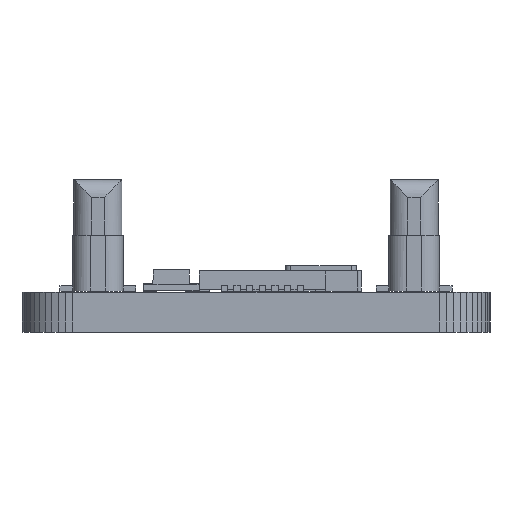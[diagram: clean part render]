
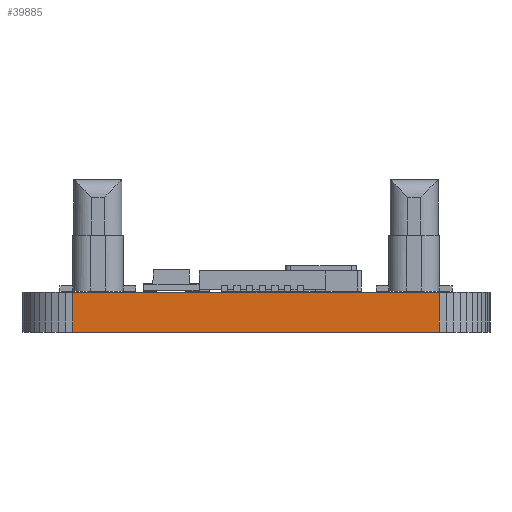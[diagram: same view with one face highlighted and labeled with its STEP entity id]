
A CAD part, left-side view. The second image highlights one B-rep face of the part: STEP entity #39885.
In plain terms, the highlighted planar face has unit normal (-1, 0, 0).
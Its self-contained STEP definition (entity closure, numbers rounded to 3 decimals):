
#37312 = PLANE('',#37313);
#37313 = AXIS2_PLACEMENT_3D('',#37314,#37315,#37316);
#37314 = CARTESIAN_POINT('',(178.38,-84.23,1.58));
#37315 = DIRECTION('',(-0.,-0.,-1.));
#37316 = DIRECTION('',(-1.,0.,0.));
#37366 = PLANE('',#37367);
#37367 = AXIS2_PLACEMENT_3D('',#37368,#37369,#37370);
#37368 = CARTESIAN_POINT('',(178.38,-84.23,0.));
#37369 = DIRECTION('',(-0.,-0.,-1.));
#37370 = DIRECTION('',(-1.,0.,0.));
#39777 = PLANE('',#39778);
#39778 = AXIS2_PLACEMENT_3D('',#39779,#39780,#39781);
#39779 = CARTESIAN_POINT('',(167.4,-91.765,0.));
#39780 = DIRECTION('',(-0.997,-0.071,0.));
#39781 = DIRECTION('',(-0.071,0.997,0.));
#39815 = VERTEX_POINT('',#39816);
#39816 = CARTESIAN_POINT('',(167.38,-91.48,1.58));
#39837 = EDGE_CURVE('',#39838,#39815,#39840,.T.);
#39838 = VERTEX_POINT('',#39839);
#39839 = CARTESIAN_POINT('',(167.38,-91.48,0.));
#39840 = SURFACE_CURVE('',#39841,(#39845,#39852),.PCURVE_S1.);
#39841 = LINE('',#39842,#39843);
#39842 = CARTESIAN_POINT('',(167.38,-91.48,0.));
#39843 = VECTOR('',#39844,1.);
#39844 = DIRECTION('',(0.,0.,1.));
#39845 = PCURVE('',#39777,#39846);
#39846 = DEFINITIONAL_REPRESENTATION('',(#39847),#39851);
#39847 = LINE('',#39848,#39849);
#39848 = CARTESIAN_POINT('',(0.285,0.));
#39849 = VECTOR('',#39850,1.);
#39850 = DIRECTION('',(0.,-1.));
#39851 = ( GEOMETRIC_REPRESENTATION_CONTEXT(2) 
PARAMETRIC_REPRESENTATION_CONTEXT() REPRESENTATION_CONTEXT('2D SPACE',''
  ) );
#39852 = PCURVE('',#39853,#39858);
#39853 = PLANE('',#39854);
#39854 = AXIS2_PLACEMENT_3D('',#39855,#39856,#39857);
#39855 = CARTESIAN_POINT('',(167.38,-91.48,0.));
#39856 = DIRECTION('',(-1.,0.,0.));
#39857 = DIRECTION('',(0.,1.,0.));
#39858 = DEFINITIONAL_REPRESENTATION('',(#39859),#39863);
#39859 = LINE('',#39860,#39861);
#39860 = CARTESIAN_POINT('',(0.,0.));
#39861 = VECTOR('',#39862,1.);
#39862 = DIRECTION('',(0.,-1.));
#39863 = ( GEOMETRIC_REPRESENTATION_CONTEXT(2) 
PARAMETRIC_REPRESENTATION_CONTEXT() REPRESENTATION_CONTEXT('2D SPACE',''
  ) );
#39885 = ADVANCED_FACE('',(#39886),#39853,.T.);
#39886 = FACE_BOUND('',#39887,.T.);
#39887 = EDGE_LOOP('',(#39888,#39889,#39912,#39940));
#39888 = ORIENTED_EDGE('',*,*,#39837,.T.);
#39889 = ORIENTED_EDGE('',*,*,#39890,.T.);
#39890 = EDGE_CURVE('',#39815,#39891,#39893,.T.);
#39891 = VERTEX_POINT('',#39892);
#39892 = CARTESIAN_POINT('',(167.38,-76.98,1.58));
#39893 = SURFACE_CURVE('',#39894,(#39898,#39905),.PCURVE_S1.);
#39894 = LINE('',#39895,#39896);
#39895 = CARTESIAN_POINT('',(167.38,-91.48,1.58));
#39896 = VECTOR('',#39897,1.);
#39897 = DIRECTION('',(0.,1.,0.));
#39898 = PCURVE('',#39853,#39899);
#39899 = DEFINITIONAL_REPRESENTATION('',(#39900),#39904);
#39900 = LINE('',#39901,#39902);
#39901 = CARTESIAN_POINT('',(0.,-1.58));
#39902 = VECTOR('',#39903,1.);
#39903 = DIRECTION('',(1.,0.));
#39904 = ( GEOMETRIC_REPRESENTATION_CONTEXT(2) 
PARAMETRIC_REPRESENTATION_CONTEXT() REPRESENTATION_CONTEXT('2D SPACE',''
  ) );
#39905 = PCURVE('',#37312,#39906);
#39906 = DEFINITIONAL_REPRESENTATION('',(#39907),#39911);
#39907 = LINE('',#39908,#39909);
#39908 = CARTESIAN_POINT('',(11.,-7.25));
#39909 = VECTOR('',#39910,1.);
#39910 = DIRECTION('',(0.,1.));
#39911 = ( GEOMETRIC_REPRESENTATION_CONTEXT(2) 
PARAMETRIC_REPRESENTATION_CONTEXT() REPRESENTATION_CONTEXT('2D SPACE',''
  ) );
#39912 = ORIENTED_EDGE('',*,*,#39913,.F.);
#39913 = EDGE_CURVE('',#39914,#39891,#39916,.T.);
#39914 = VERTEX_POINT('',#39915);
#39915 = CARTESIAN_POINT('',(167.38,-76.98,0.));
#39916 = SURFACE_CURVE('',#39917,(#39921,#39928),.PCURVE_S1.);
#39917 = LINE('',#39918,#39919);
#39918 = CARTESIAN_POINT('',(167.38,-76.98,0.));
#39919 = VECTOR('',#39920,1.);
#39920 = DIRECTION('',(0.,0.,1.));
#39921 = PCURVE('',#39853,#39922);
#39922 = DEFINITIONAL_REPRESENTATION('',(#39923),#39927);
#39923 = LINE('',#39924,#39925);
#39924 = CARTESIAN_POINT('',(14.5,0.));
#39925 = VECTOR('',#39926,1.);
#39926 = DIRECTION('',(0.,-1.));
#39927 = ( GEOMETRIC_REPRESENTATION_CONTEXT(2) 
PARAMETRIC_REPRESENTATION_CONTEXT() REPRESENTATION_CONTEXT('2D SPACE',''
  ) );
#39928 = PCURVE('',#39929,#39934);
#39929 = PLANE('',#39930);
#39930 = AXIS2_PLACEMENT_3D('',#39931,#39932,#39933);
#39931 = CARTESIAN_POINT('',(167.38,-76.98,0.));
#39932 = DIRECTION('',(-0.997,0.071,0.));
#39933 = DIRECTION('',(0.071,0.997,0.));
#39934 = DEFINITIONAL_REPRESENTATION('',(#39935),#39939);
#39935 = LINE('',#39936,#39937);
#39936 = CARTESIAN_POINT('',(0.,0.));
#39937 = VECTOR('',#39938,1.);
#39938 = DIRECTION('',(0.,-1.));
#39939 = ( GEOMETRIC_REPRESENTATION_CONTEXT(2) 
PARAMETRIC_REPRESENTATION_CONTEXT() REPRESENTATION_CONTEXT('2D SPACE',''
  ) );
#39940 = ORIENTED_EDGE('',*,*,#39941,.F.);
#39941 = EDGE_CURVE('',#39838,#39914,#39942,.T.);
#39942 = SURFACE_CURVE('',#39943,(#39947,#39954),.PCURVE_S1.);
#39943 = LINE('',#39944,#39945);
#39944 = CARTESIAN_POINT('',(167.38,-91.48,0.));
#39945 = VECTOR('',#39946,1.);
#39946 = DIRECTION('',(0.,1.,0.));
#39947 = PCURVE('',#39853,#39948);
#39948 = DEFINITIONAL_REPRESENTATION('',(#39949),#39953);
#39949 = LINE('',#39950,#39951);
#39950 = CARTESIAN_POINT('',(0.,0.));
#39951 = VECTOR('',#39952,1.);
#39952 = DIRECTION('',(1.,0.));
#39953 = ( GEOMETRIC_REPRESENTATION_CONTEXT(2) 
PARAMETRIC_REPRESENTATION_CONTEXT() REPRESENTATION_CONTEXT('2D SPACE',''
  ) );
#39954 = PCURVE('',#37366,#39955);
#39955 = DEFINITIONAL_REPRESENTATION('',(#39956),#39960);
#39956 = LINE('',#39957,#39958);
#39957 = CARTESIAN_POINT('',(11.,-7.25));
#39958 = VECTOR('',#39959,1.);
#39959 = DIRECTION('',(0.,1.));
#39960 = ( GEOMETRIC_REPRESENTATION_CONTEXT(2) 
PARAMETRIC_REPRESENTATION_CONTEXT() REPRESENTATION_CONTEXT('2D SPACE',''
  ) );
